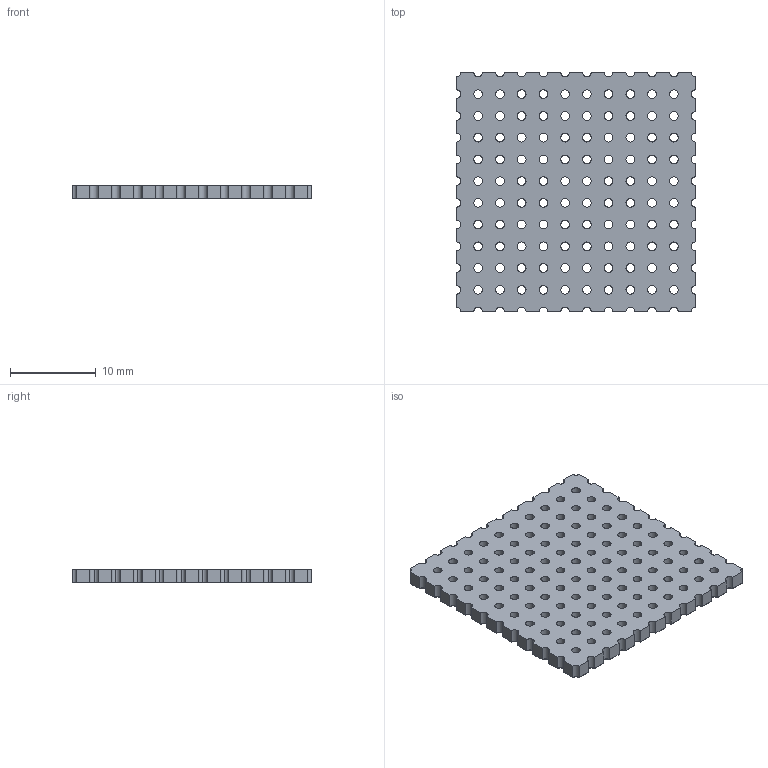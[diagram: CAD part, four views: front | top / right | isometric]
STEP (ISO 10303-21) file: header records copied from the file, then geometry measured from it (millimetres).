
FILE_DESCRIPTION(('FreeCAD Model'),'2;1');
FILE_NAME('VeroBoard_10x10_CopperColor.step','2019-06-27T23:01:25',( 'Author'),(''),'Open CASCADE STEP processor 7.3','FreeCAD','Unknown' );
FILE_SCHEMA(('AUTOMOTIVE_DESIGN { 1 0 10303 214 1 1 1 1 }'));
Length unit declared in the file: millimetre
Products named in the file (2): CompoundCopper; CompoundBoard
Bounding box: 27.94 x 27.94 x 1.64 mm (x, y, z)
Volume: 1108.9 mm3; surface area: 3159.6 mm2
Topology: 13 solids, 13 shells, 466 faces, 1320 edges, 880 vertices
Faces by surface type: cylinder 308, plane 158
Full cylindrical faces by diameter (mm): 1.02 x200
Entity records: 17708 total; most frequent: DIRECTION 2870, CARTESIAN_POINT 2667, ORIENTED_EDGE 2640, EDGE_CURVE 1320, AXIS2_PLACEMENT_3D 1083, VERTEX_POINT 880, FACE_BOUND 866, EDGE_LOOP 866
